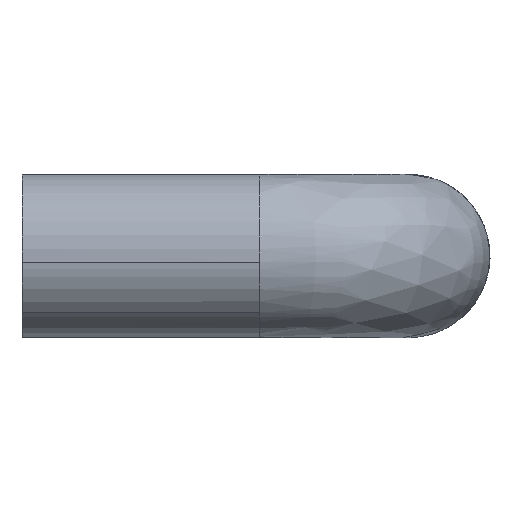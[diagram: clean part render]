
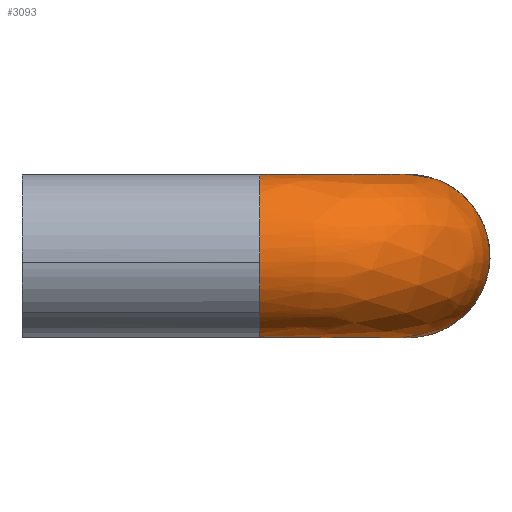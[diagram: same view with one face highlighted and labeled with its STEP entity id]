
A CAD part, left-side view. The second image highlights one B-rep face of the part: STEP entity #3093.
In plain terms, the highlighted free-form (B-spline) face has degree [2, 2] with [3, 9] control points.
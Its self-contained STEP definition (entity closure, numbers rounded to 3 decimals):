
#2305=CARTESIAN_POINT('',(10.,-29.682,4.058));
#2306=VERTEX_POINT('',#2305);
#2312=CARTESIAN_POINT('',(10.0,-26.,-5.5));
#2313=VERTEX_POINT('',#2312);
#2314=CARTESIAN_POINT('',(10.0,-26.,-5.5));
#2315=CARTESIAN_POINT('',(10.,-31.503,-5.497));
#2316=CARTESIAN_POINT('',(10.,-31.475,0.01));
#2317=CARTESIAN_POINT('',(10.,-31.463,2.423));
#2318=CARTESIAN_POINT('',(10.,-29.682,4.058));
#2326=(BOUNDED_CURVE()B_SPLINE_CURVE(2,(#2314,#2315,#2316,#2317,#2318),.UNSPECIFIED.,.F.,.U.)B_SPLINE_CURVE_WITH_KNOTS((3,2,3),(0.0,0.25,0.381),.UNSPECIFIED.)CURVE()GEOMETRIC_REPRESENTATION_ITEM()RATIONAL_B_SPLINE_CURVE((1.0,0.707,1.0,0.846,0.854))REPRESENTATION_ITEM(''));
#2327=EDGE_CURVE('',#2313,#2306,#2326,.T.);
#2329=CARTESIAN_POINT('',(10.,-20.513,-0.384));
#2330=VERTEX_POINT('',#2329);
#2331=CARTESIAN_POINT('',(10.,-20.513,-0.384));
#2332=CARTESIAN_POINT('',(10.,-20.871,-5.5));
#2333=CARTESIAN_POINT('',(10.0,-26.,-5.5));
#2341=(BOUNDED_CURVE()B_SPLINE_CURVE(2,(#2331,#2332,#2333),.UNSPECIFIED.,.F.,.U.)B_SPLINE_CURVE_WITH_KNOTS((3,3),(0.762,1.0),.UNSPECIFIED.)CURVE()GEOMETRIC_REPRESENTATION_ITEM()RATIONAL_B_SPLINE_CURVE((0.973,0.721,1.0))REPRESENTATION_ITEM(''));
#2342=EDGE_CURVE('',#2330,#2313,#2341,.T.);
#2459=CARTESIAN_POINT('',(10.,-25.931,5.5));
#2460=VERTEX_POINT('',#2459);
#2474=CARTESIAN_POINT('',(10.,-29.682,4.058));
#2475=CARTESIAN_POINT('',(10.,-28.087,5.507));
#2476=CARTESIAN_POINT('',(10.,-25.931,5.5));
#2484=(BOUNDED_CURVE()B_SPLINE_CURVE(2,(#2474,#2475,#2476),.UNSPECIFIED.,.F.,.U.)B_SPLINE_CURVE_WITH_KNOTS((3,3),(0.381,0.5),.UNSPECIFIED.)CURVE()GEOMETRIC_REPRESENTATION_ITEM()RATIONAL_B_SPLINE_CURVE((0.854,0.861,1.0))REPRESENTATION_ITEM(''));
#2485=EDGE_CURVE('',#2306,#2460,#2484,.T.);
#2521=CARTESIAN_POINT('',(0.0,-16.,-5.5));
#2522=VERTEX_POINT('',#2521);
#2523=CARTESIAN_POINT('',(-3.966,-16.,-3.805));
#2524=VERTEX_POINT('',#2523);
#2525=CARTESIAN_POINT('',(0.0,-16.,-5.5));
#2526=CARTESIAN_POINT('',(-2.351,-16.,-5.501));
#2527=CARTESIAN_POINT('',(-3.966,-16.,-3.805));
#2535=(BOUNDED_CURVE()B_SPLINE_CURVE(2,(#2525,#2526,#2527),.UNSPECIFIED.,.F.,.U.)B_SPLINE_CURVE_WITH_KNOTS((3,3),(0.0,0.128),.UNSPECIFIED.)CURVE()GEOMETRIC_REPRESENTATION_ITEM()RATIONAL_B_SPLINE_CURVE((1.0,0.85,0.854))REPRESENTATION_ITEM(''));
#2536=EDGE_CURVE('',#2522,#2524,#2535,.T.);
#2594=CARTESIAN_POINT('',(-5.467,-16.,-0.43));
#2595=VERTEX_POINT('',#2594);
#2601=CARTESIAN_POINT('',(0.069,-16.,5.5));
#2602=VERTEX_POINT('',#2601);
#2603=CARTESIAN_POINT('',(-5.467,-16.,-0.43));
#2604=CARTESIAN_POINT('',(-5.482,-16.,-0.216));
#2605=CARTESIAN_POINT('',(-5.481,-16.,-0.001));
#2606=CARTESIAN_POINT('',(-5.438,-16.,5.499));
#2607=CARTESIAN_POINT('',(0.069,-16.,5.5));
#2615=(BOUNDED_CURVE()B_SPLINE_CURVE(2,(#2603,#2604,#2605,#2606,#2607),.UNSPECIFIED.,.F.,.U.)B_SPLINE_CURVE_WITH_KNOTS((3,2,3),(0.236,0.25,0.5),.UNSPECIFIED.)CURVE()GEOMETRIC_REPRESENTATION_ITEM()RATIONAL_B_SPLINE_CURVE((0.97,0.984,1.0,0.707,1.0))REPRESENTATION_ITEM(''));
#2616=EDGE_CURVE('',#2595,#2602,#2615,.T.);
#2618=CARTESIAN_POINT('',(5.487,-16.,-0.384));
#2619=VERTEX_POINT('',#2618);
#2635=CARTESIAN_POINT('',(5.487,-16.,-0.384));
#2636=CARTESIAN_POINT('',(5.129,-16.,-5.5));
#2637=CARTESIAN_POINT('',(0.0,-16.,-5.5));
#2645=(BOUNDED_CURVE()B_SPLINE_CURVE(2,(#2635,#2636,#2637),.UNSPECIFIED.,.F.,.U.)B_SPLINE_CURVE_WITH_KNOTS((3,3),(0.762,1.0),.UNSPECIFIED.)CURVE()GEOMETRIC_REPRESENTATION_ITEM()RATIONAL_B_SPLINE_CURVE((0.973,0.721,1.0))REPRESENTATION_ITEM(''));
#2646=EDGE_CURVE('',#2619,#2522,#2645,.T.);
#2669=CARTESIAN_POINT('',(-3.966,-16.,-3.805));
#2670=CARTESIAN_POINT('',(-5.32,-16.,-2.387));
#2671=CARTESIAN_POINT('',(-5.467,-16.,-0.43));
#2679=(BOUNDED_CURVE()B_SPLINE_CURVE(2,(#2669,#2670,#2671),.UNSPECIFIED.,.F.,.U.)B_SPLINE_CURVE_WITH_KNOTS((3,3),(0.128,0.236),.UNSPECIFIED.)CURVE()GEOMETRIC_REPRESENTATION_ITEM()RATIONAL_B_SPLINE_CURVE((0.854,0.857,0.97))REPRESENTATION_ITEM(''));
#2680=EDGE_CURVE('',#2524,#2595,#2679,.T.);
#3023=CARTESIAN_POINT('',(5.506,-15.688,-0.267));
#3024=CARTESIAN_POINT('',(5.147,-20.856,-0.267));
#3025=CARTESIAN_POINT('',(10.315,-20.494,-0.267));
#3026=CARTESIAN_POINT('',(5.502,-15.688,-0.325));
#3027=CARTESIAN_POINT('',(5.143,-20.861,-0.325));
#3028=CARTESIAN_POINT('',(10.315,-20.498,-0.325));
#3029=CARTESIAN_POINT('',(5.136,-15.663,-5.565));
#3030=CARTESIAN_POINT('',(4.748,-21.256,-5.565));
#3031=CARTESIAN_POINT('',(10.341,-20.864,-5.565));
#3032=CARTESIAN_POINT('',(-0.045,-15.304,-5.5));
#3033=CARTESIAN_POINT('',(-0.846,-26.854,-5.5));
#3034=CARTESIAN_POINT('',(10.704,-26.044,-5.5));
#3035=CARTESIAN_POINT('',(-5.531,-14.923,-5.43));
#3036=CARTESIAN_POINT('',(-6.77,-32.782,-5.43));
#3037=CARTESIAN_POINT('',(11.088,-31.531,-5.43));
#3038=CARTESIAN_POINT('',(-5.462,-14.928,0.069));
#3039=CARTESIAN_POINT('',(-6.695,-32.708,0.069));
#3040=CARTESIAN_POINT('',(11.084,-31.462,0.069));
#3041=CARTESIAN_POINT('',(-5.394,-14.933,5.569));
#3042=CARTESIAN_POINT('',(-6.621,-32.633,5.569));
#3043=CARTESIAN_POINT('',(11.079,-31.393,5.569));
#3044=CARTESIAN_POINT('',(0.151,-15.317,5.499));
#3045=CARTESIAN_POINT('',(-0.634,-26.642,5.499));
#3046=CARTESIAN_POINT('',(10.69,-25.849,5.499));
#3047=CARTESIAN_POINT('',(0.208,-15.321,5.498));
#3048=CARTESIAN_POINT('',(-0.573,-26.581,5.498));
#3049=CARTESIAN_POINT('',(10.686,-25.791,5.498));
#3057=(BOUNDED_SURFACE()B_SPLINE_SURFACE(2,2,((#3023,#3026,#3029,#3032,#3035,#3038,#3041,#3044,#3047),(#3024,#3027,#3030,#3033,#3036,#3039,#3042,#3045,#3048),(#3025,#3028,#3031,#3034,#3037,#3040,#3043,#3046,#3049)),.UNSPECIFIED.,.F.,.F.,.U.)B_SPLINE_SURFACE_WITH_KNOTS((3,3),(3,1,2,2,1,3),(0.0,28.246),(0.0,0.135,8.883,17.996,27.109,27.245),.UNSPECIFIED.)GEOMETRIC_REPRESENTATION_ITEM()RATIONAL_B_SPLINE_SURFACE(((0.908,0.904,0.662,0.921,0.652,0.921,0.652,0.926,0.93),(0.593,0.59,0.432,0.601,0.425,0.601,0.425,0.604,0.607),(0.898,0.894,0.655,0.911,0.644,0.911,0.644,0.915,0.919)))REPRESENTATION_ITEM('')SURFACE());
#3058=ORIENTED_EDGE('',*,*,#2342,.T.);
#3059=ORIENTED_EDGE('',*,*,#2327,.T.);
#3060=ORIENTED_EDGE('',*,*,#2485,.T.);
#3061=CARTESIAN_POINT('',(0.069,-16.,5.5));
#3062=CARTESIAN_POINT('',(0.069,-25.931,5.5));
#3063=CARTESIAN_POINT('',(10.,-25.931,5.5));
#3071=(BOUNDED_CURVE()B_SPLINE_CURVE(2,(#3061,#3062,#3063),.UNSPECIFIED.,.F.,.U.)B_SPLINE_CURVE_WITH_KNOTS((3,3),(-1.748,-0.278),.UNSPECIFIED.)CURVE()GEOMETRIC_REPRESENTATION_ITEM()RATIONAL_B_SPLINE_CURVE((0.894,0.629,0.884))REPRESENTATION_ITEM(''));
#3072=EDGE_CURVE('',#2602,#2460,#3071,.T.);
#3073=ORIENTED_EDGE('',*,*,#3072,.F.);
#3074=ORIENTED_EDGE('',*,*,#2616,.F.);
#3075=ORIENTED_EDGE('',*,*,#2680,.F.);
#3076=ORIENTED_EDGE('',*,*,#2536,.F.);
#3077=ORIENTED_EDGE('',*,*,#2646,.F.);
#3078=CARTESIAN_POINT('',(5.487,-16.,-0.384));
#3079=CARTESIAN_POINT('',(5.487,-20.513,-0.384));
#3080=CARTESIAN_POINT('',(10.,-20.513,-0.384));
#3088=(BOUNDED_CURVE()B_SPLINE_CURVE(2,(#3078,#3079,#3080),.UNSPECIFIED.,.F.,.U.)B_SPLINE_CURVE_WITH_KNOTS((3,3),(-1.748,-0.278),.UNSPECIFIED.)CURVE()GEOMETRIC_REPRESENTATION_ITEM()RATIONAL_B_SPLINE_CURVE((0.874,0.615,0.865))REPRESENTATION_ITEM(''));
#3089=EDGE_CURVE('',#2619,#2330,#3088,.T.);
#3090=ORIENTED_EDGE('',*,*,#3089,.T.);
#3091=EDGE_LOOP('',(#3058,#3059,#3060,#3073,#3074,#3075,#3076,#3077,#3090));
#3092=FACE_OUTER_BOUND('',#3091,.T.);
#3093=ADVANCED_FACE('',(#3092),#3057,.T.);
